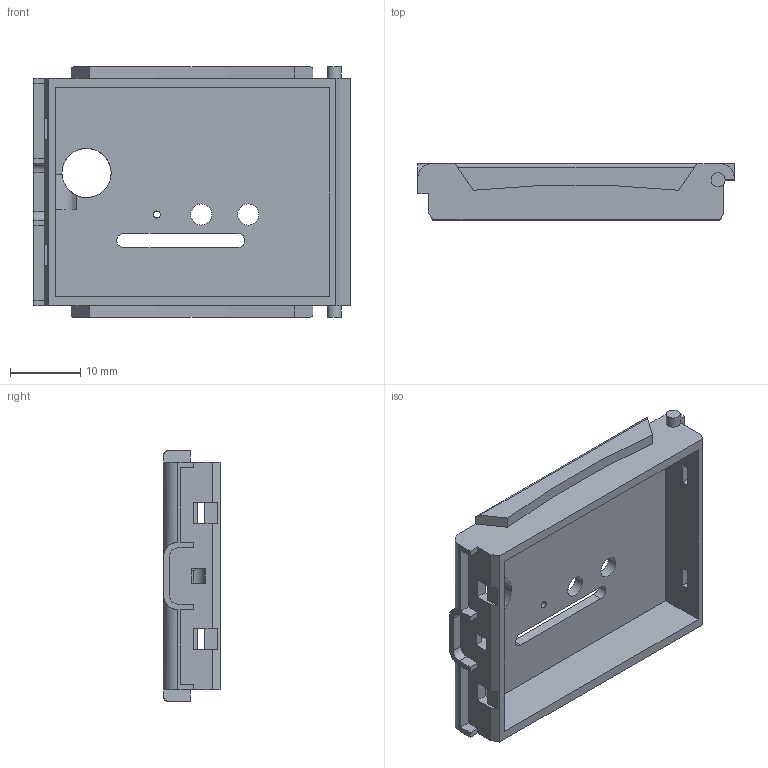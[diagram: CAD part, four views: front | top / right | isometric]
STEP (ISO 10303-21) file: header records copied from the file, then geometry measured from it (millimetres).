
FILE_DESCRIPTION(('FreeCAD Model'),'2;1');
FILE_NAME('SM3-PG-box_top.step','2021-02-07T21:31:29',( 'Author'),(''),'Open CASCADE STEP processor 7.3','FreeCAD','Unknown' );
FILE_SCHEMA(('AUTOMOTIVE_DESIGN { 1 0 10303 214 1 1 1 1 }'));
Length unit declared in the file: millimetre
Products named in the file (2): BC_35.6_DKL_S__TECDOC_00370342; Cut
Assembly tree (1 placements, depth 2):
  BC_35.6_DKL_S__TECDOC_00370342
    Cut
Bounding box: 45 x 8 x 35.6 mm (x, y, z)
Volume: 3732 mm3; surface area: 5217.1 mm2
Topology: 1 solids, 1 shells, 94 faces, 279 edges, 184 vertices
Faces by surface type: plane 70, cylinder 24
Full cylindrical faces by diameter (mm): 1 x1, 3 x2, 7 x1
Entity records: 7825 total; most frequent: CARTESIAN_POINT 1555, DIRECTION 1043, LINE 717, VECTOR 717, ORIENTED_EDGE 558, PCURVE 558, DEFINITIONAL_REPRESENTATION 558, EDGE_CURVE 279
